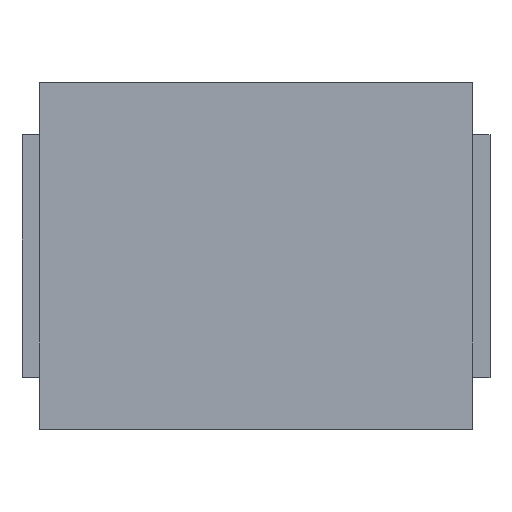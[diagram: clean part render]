
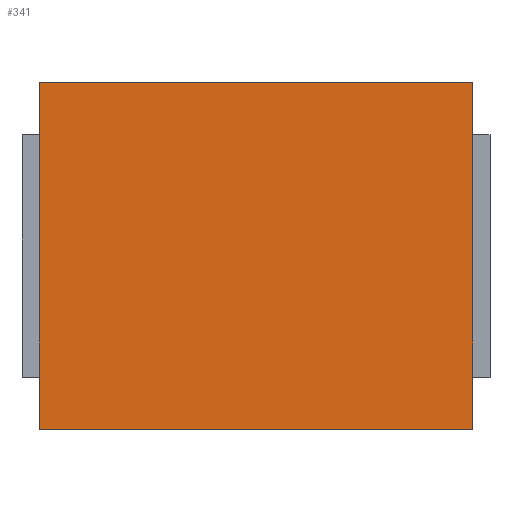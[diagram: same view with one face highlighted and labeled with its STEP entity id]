
A CAD part, top view. The second image highlights one B-rep face of the part: STEP entity #341.
In plain terms, the highlighted planar face has unit normal (0, 0, 1).
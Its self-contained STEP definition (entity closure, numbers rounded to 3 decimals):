
#30 = EDGE_LOOP ( 'NONE', ( #511, #697, #448, #454 ) ) ;
#62 = VECTOR ( 'NONE', #685, 1000. ) ;
#73 = DIRECTION ( 'NONE',  ( -1., 0., 0. ) ) ;
#94 = CARTESIAN_POINT ( 'NONE',  ( -1.25, -1., 1.2 ) ) ;
#104 = EDGE_CURVE ( 'NONE', #321, #361, #253, .T. ) ;
#113 = FACE_OUTER_BOUND ( 'NONE', #30, .T. ) ;
#114 = CARTESIAN_POINT ( 'NONE',  ( -1.25, 1., 1.2 ) ) ;
#136 = DIRECTION ( 'NONE',  ( 0., 0., -1. ) ) ;
#173 = CARTESIAN_POINT ( 'NONE',  ( 1.25, 1., 1.2 ) ) ;
#224 = DIRECTION ( 'NONE',  ( 0., -1., 0. ) ) ;
#230 = CARTESIAN_POINT ( 'NONE',  ( -1.25, 1., 1.2 ) ) ;
#235 = LINE ( 'NONE', #94, #62 ) ;
#253 = LINE ( 'NONE', #114, #611 ) ;
#260 = DIRECTION ( 'NONE',  ( 1., 0., 0. ) ) ;
#308 = CARTESIAN_POINT ( 'NONE',  ( 1.25, -1., 1.2 ) ) ;
#319 = EDGE_CURVE ( 'NONE', #370, #496, #515, .T. ) ;
#321 = VERTEX_POINT ( 'NONE', #230 ) ;
#341 = ADVANCED_FACE ( 'NONE', ( #113 ), #669, .F. ) ;
#361 = VERTEX_POINT ( 'NONE', #455 ) ;
#370 = VERTEX_POINT ( 'NONE', #399 ) ;
#374 = VECTOR ( 'NONE', #224, 1000. ) ;
#399 = CARTESIAN_POINT ( 'NONE',  ( 1.25, 1., 1.2 ) ) ;
#406 = CARTESIAN_POINT ( 'NONE',  ( -1.25, 1., 1.2 ) ) ;
#421 = VECTOR ( 'NONE', #260, 1000. ) ;
#426 = DIRECTION ( 'NONE',  ( 0., -1., 0. ) ) ;
#448 = ORIENTED_EDGE ( 'NONE', *, *, #606, .F. ) ;
#454 = ORIENTED_EDGE ( 'NONE', *, *, #104, .T. ) ;
#455 = CARTESIAN_POINT ( 'NONE',  ( -1.25, -1., 1.2 ) ) ;
#480 = LINE ( 'NONE', #530, #421 ) ;
#496 = VERTEX_POINT ( 'NONE', #308 ) ;
#511 = ORIENTED_EDGE ( 'NONE', *, *, #571, .T. ) ;
#515 = LINE ( 'NONE', #173, #374 ) ;
#530 = CARTESIAN_POINT ( 'NONE',  ( -1.25, 1., 1.2 ) ) ;
#571 = EDGE_CURVE ( 'NONE', #361, #496, #235, .T. ) ;
#606 = EDGE_CURVE ( 'NONE', #321, #370, #480, .T. ) ;
#611 = VECTOR ( 'NONE', #426, 1000. ) ;
#660 = AXIS2_PLACEMENT_3D ( 'NONE', #406, #136, #73 ) ;
#669 = PLANE ( 'NONE',  #660 ) ;
#685 = DIRECTION ( 'NONE',  ( 1., 0., 0. ) ) ;
#697 = ORIENTED_EDGE ( 'NONE', *, *, #319, .F. ) ;
